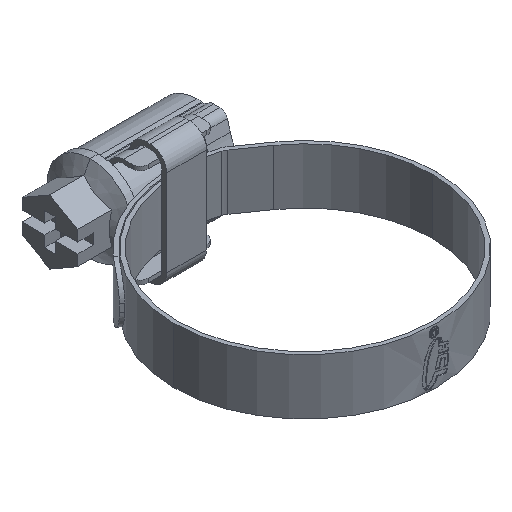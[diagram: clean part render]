
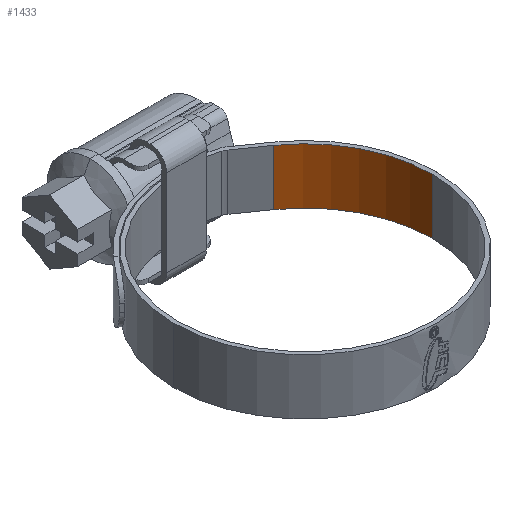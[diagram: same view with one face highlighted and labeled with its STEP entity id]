
A CAD part, isometric view. The second image highlights one B-rep face of the part: STEP entity #1433.
In plain terms, the highlighted cylindrical face has radius 16 mm (diameter 32 mm), a partial arc.
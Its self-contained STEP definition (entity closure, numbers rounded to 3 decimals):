
#17 = VECTOR ( 'NONE', #7938, 1000. ) ;
#335 = CARTESIAN_POINT ( 'NONE',  ( 9.177, 13.106, 3.5 ) ) ;
#380 = ORIENTED_EDGE ( 'NONE', *, *, #7131, .F. ) ;
#1045 = EDGE_CURVE ( 'NONE', #6597, #1578, #2330, .T. ) ;
#1433 = ADVANCED_FACE ( 'NONE', ( #4020 ), #4736, .F. ) ;
#1578 = VERTEX_POINT ( 'NONE', #5972 ) ;
#1613 = CARTESIAN_POINT ( 'NONE',  ( 9.177, 13.106, 3.5 ) ) ;
#1616 = ORIENTED_EDGE ( 'NONE', *, *, #1045, .T. ) ;
#1865 = ORIENTED_EDGE ( 'NONE', *, *, #8650, .T. ) ;
#1895 = CARTESIAN_POINT ( 'NONE',  ( 16., 0., 3.5 ) ) ;
#2330 = LINE ( 'NONE', #1613, #17 ) ;
#2793 = DIRECTION ( 'NONE',  ( -1., 0., 0. ) ) ;
#2802 = DIRECTION ( 'NONE',  ( 0., 0., -1. ) ) ;
#3175 = VERTEX_POINT ( 'NONE', #5485 ) ;
#3510 = AXIS2_PLACEMENT_3D ( 'NONE', #8944, #5416, #8981 ) ;
#3587 = CIRCLE ( 'NONE', #3891, 16. ) ;
#3671 = CIRCLE ( 'NONE', #3510, 16. ) ;
#3891 = AXIS2_PLACEMENT_3D ( 'NONE', #3905, #8134, #8985 ) ;
#3905 = CARTESIAN_POINT ( 'NONE',  ( 0., 0., 3.5 ) ) ;
#4020 = FACE_OUTER_BOUND ( 'NONE', #4800, .T. ) ;
#4669 = CARTESIAN_POINT ( 'NONE',  ( 16., 0., -3.5 ) ) ;
#4736 = CYLINDRICAL_SURFACE ( 'NONE', #5359, 16. ) ;
#4800 = EDGE_LOOP ( 'NONE', ( #380, #1865, #1616, #7401 ) ) ;
#4978 = CARTESIAN_POINT ( 'NONE',  ( 0., 0., 3.5 ) ) ;
#5359 = AXIS2_PLACEMENT_3D ( 'NONE', #4978, #8535, #2793 ) ;
#5416 = DIRECTION ( 'NONE',  ( 0., 0., 1. ) ) ;
#5485 = CARTESIAN_POINT ( 'NONE',  ( 16., 0., 3.5 ) ) ;
#5488 = VECTOR ( 'NONE', #2802, 1000. ) ;
#5972 = CARTESIAN_POINT ( 'NONE',  ( 9.177, 13.106, -3.5 ) ) ;
#6404 = LINE ( 'NONE', #1895, #5488 ) ;
#6597 = VERTEX_POINT ( 'NONE', #335 ) ;
#6605 = EDGE_CURVE ( 'NONE', #7355, #1578, #3671, .T. ) ;
#7131 = EDGE_CURVE ( 'NONE', #3175, #7355, #6404, .T. ) ;
#7355 = VERTEX_POINT ( 'NONE', #4669 ) ;
#7401 = ORIENTED_EDGE ( 'NONE', *, *, #6605, .F. ) ;
#7938 = DIRECTION ( 'NONE',  ( 0., 0., -1. ) ) ;
#8134 = DIRECTION ( 'NONE',  ( 0., 0., 1. ) ) ;
#8535 = DIRECTION ( 'NONE',  ( 0., 0., -1. ) ) ;
#8650 = EDGE_CURVE ( 'NONE', #3175, #6597, #3587, .T. ) ;
#8944 = CARTESIAN_POINT ( 'NONE',  ( 0., 0., -3.5 ) ) ;
#8981 = DIRECTION ( 'NONE',  ( 1., 0., 0. ) ) ;
#8985 = DIRECTION ( 'NONE',  ( 1., 0., 0. ) ) ;
